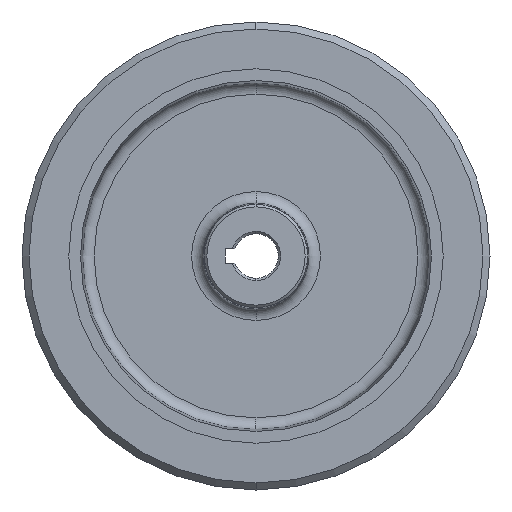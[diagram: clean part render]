
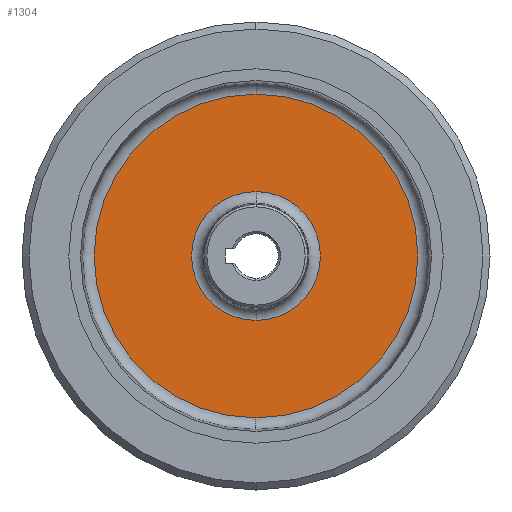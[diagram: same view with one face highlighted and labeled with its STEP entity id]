
A CAD part, left-side view. The second image highlights one B-rep face of the part: STEP entity #1304.
In plain terms, the highlighted planar face has unit normal (-1, 0, 0).
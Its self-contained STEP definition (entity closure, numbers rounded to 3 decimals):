
#7 = DIRECTION ( 'NONE',  ( 0., 0., 1. ) ) ;
#16 = DIRECTION ( 'NONE',  ( -1., 0., 0. ) ) ;
#54 = FACE_OUTER_BOUND ( 'NONE', #820, .T. ) ;
#99 = DIRECTION ( 'NONE',  ( -1., 0., 0. ) ) ;
#107 = DIRECTION ( 'NONE',  ( 0., 0., 1. ) ) ;
#120 = DIRECTION ( 'NONE',  ( 0., 0., 1. ) ) ;
#153 = EDGE_CURVE ( 'NONE', #1114, #338, #1264, .T. ) ;
#156 = EDGE_LOOP ( 'NONE', ( #1115, #1140 ) ) ;
#178 = AXIS2_PLACEMENT_3D ( 'NONE', #619, #16, #120 ) ;
#203 = ORIENTED_EDGE ( 'NONE', *, *, #461, .T. ) ;
#312 = DIRECTION ( 'NONE',  ( -1., 0., 0. ) ) ;
#338 = VERTEX_POINT ( 'NONE', #1163 ) ;
#368 = CIRCLE ( 'NONE', #779, 69.155 ) ;
#402 = AXIS2_PLACEMENT_3D ( 'NONE', #488, #312, #7 ) ;
#413 = CARTESIAN_POINT ( 'NONE',  ( -7.5, 0., 0. ) ) ;
#451 = CARTESIAN_POINT ( 'NONE',  ( -7.5, 0., 0. ) ) ;
#456 = PLANE ( 'NONE',  #1305 ) ;
#461 = EDGE_CURVE ( 'NONE', #1067, #522, #1049, .T. ) ;
#488 = CARTESIAN_POINT ( 'NONE',  ( -7.5, 0., 0. ) ) ;
#522 = VERTEX_POINT ( 'NONE', #1039 ) ;
#562 = FACE_BOUND ( 'NONE', #156, .T. ) ;
#619 = CARTESIAN_POINT ( 'NONE',  ( -7.5, 0., 0. ) ) ;
#672 = AXIS2_PLACEMENT_3D ( 'NONE', #451, #818, #107 ) ;
#779 = AXIS2_PLACEMENT_3D ( 'NONE', #413, #99, #805 ) ;
#805 = DIRECTION ( 'NONE',  ( 0., 0., 1. ) ) ;
#818 = DIRECTION ( 'NONE',  ( -1., 0., 0. ) ) ;
#820 = EDGE_LOOP ( 'NONE', ( #203, #1312 ) ) ;
#869 = CARTESIAN_POINT ( 'NONE',  ( -7.5, 69.155, 0. ) ) ;
#974 = DIRECTION ( 'NONE',  ( 1., 0., 0. ) ) ;
#982 = EDGE_CURVE ( 'NONE', #338, #1114, #1228, .T. ) ;
#1039 = CARTESIAN_POINT ( 'NONE',  ( -7.5, 0., -69.155 ) ) ;
#1049 = CIRCLE ( 'NONE', #178, 69.155 ) ;
#1067 = VERTEX_POINT ( 'NONE', #1215 ) ;
#1077 = EDGE_CURVE ( 'NONE', #522, #1067, #368, .T. ) ;
#1083 = DIRECTION ( 'NONE',  ( 0., 0., -1. ) ) ;
#1114 = VERTEX_POINT ( 'NONE', #1276 ) ;
#1115 = ORIENTED_EDGE ( 'NONE', *, *, #982, .F. ) ;
#1140 = ORIENTED_EDGE ( 'NONE', *, *, #153, .F. ) ;
#1163 = CARTESIAN_POINT ( 'NONE',  ( -7.5, 0., 27.531 ) ) ;
#1215 = CARTESIAN_POINT ( 'NONE',  ( -7.5, 0., 69.155 ) ) ;
#1228 = CIRCLE ( 'NONE', #402, 27.531 ) ;
#1264 = CIRCLE ( 'NONE', #672, 27.531 ) ;
#1276 = CARTESIAN_POINT ( 'NONE',  ( -7.5, 0., -27.531 ) ) ;
#1304 = ADVANCED_FACE ( 'NONE', ( #562, #54 ), #456, .F. ) ;
#1305 = AXIS2_PLACEMENT_3D ( 'NONE', #869, #974, #1083 ) ;
#1312 = ORIENTED_EDGE ( 'NONE', *, *, #1077, .T. ) ;
